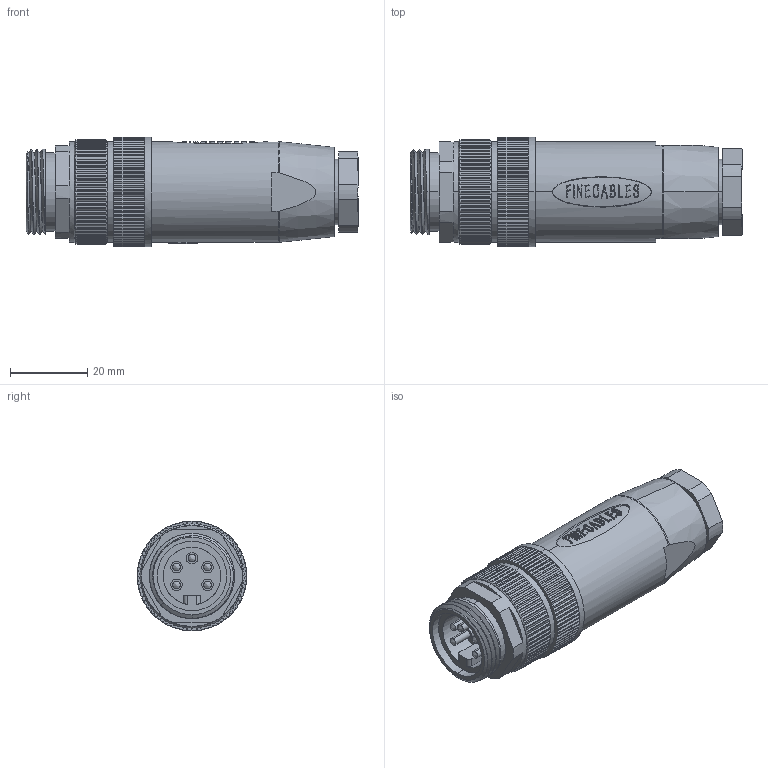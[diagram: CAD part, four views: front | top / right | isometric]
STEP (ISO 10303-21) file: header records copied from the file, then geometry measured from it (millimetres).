
FILE_DESCRIPTION (( 'STEP AP203' ), '1' );
FILE_NAME ('P333.STEP', '2020-04-15T06:30:32', ( 'edpusr' ), ( 'Microsoft' ), 'SwSTEP 2.0', 'SolidWorks 2015', '' );
FILE_SCHEMA (( 'CONFIG_CONTROL_DESIGN' ));
Length unit declared in the file: millimetre
Products named in the file (1): P333
Bounding box: 85.7 x 28.3 x 28.3 mm (x, y, z)
Volume: 39109.6 mm3; surface area: 12229.6 mm2
Topology: 2 solids, 2 shells, 883 faces, 2549 edges, 1691 vertices
Faces by surface type: plane 427, cylinder 232, bspline 210, cone 14
Entity records: 50153 total; most frequent: CARTESIAN_POINT 28412, ORIENTED_EDGE 5098, DIRECTION 3705, EDGE_CURVE 2549, VERTEX_POINT 1691, LINE 1247, VECTOR 1247, AXIS2_PLACEMENT_3D 1229
